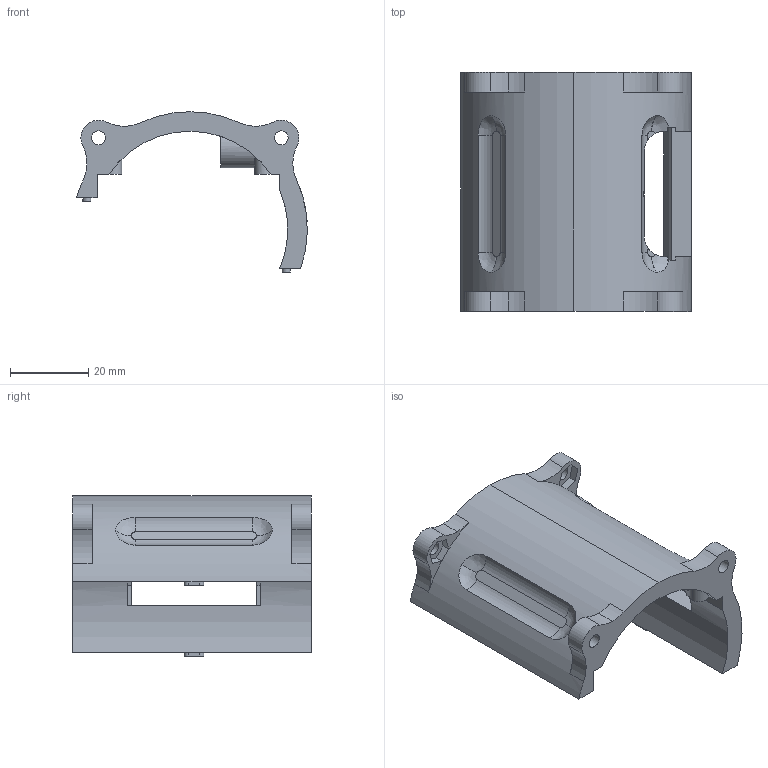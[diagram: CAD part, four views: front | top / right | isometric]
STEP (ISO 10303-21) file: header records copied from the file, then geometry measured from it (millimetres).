
FILE_DESCRIPTION(('HOOPS Exchange Step'),'2;1');
FILE_NAME('temp_export','2024-01-25T21:58:58+09:00',('mobile'),('Shapr3D Limited'),'HOOPS Exchange 2023.2','Shapr3D','Authorized');
FILE_SCHEMA( ('AUTOMOTIVE_DESIGN { 1 0 10303 214 1 1 1 1 }') );
Length unit declared in the file: millimetre
Products named in the file (1): Upper
Bounding box: 58.9 x 61 x 41 mm (x, y, z)
Volume: 23732.1 mm3; surface area: 13132.6 mm2
Topology: 1 solids, 1 shells, 136 faces, 379 edges, 250 vertices
Faces by surface type: plane 78, cylinder 46, bspline 12
Full cylindrical faces by diameter (mm): 1 x3, 3.5 x5
Entity records: 7648 total; most frequent: CARTESIAN_POINT 4130, ORIENTED_EDGE 758, DIRECTION 697, EDGE_CURVE 379, VERTEX_POINT 250, AXIS2_PLACEMENT_3D 242, VECTOR 213, LINE 213
